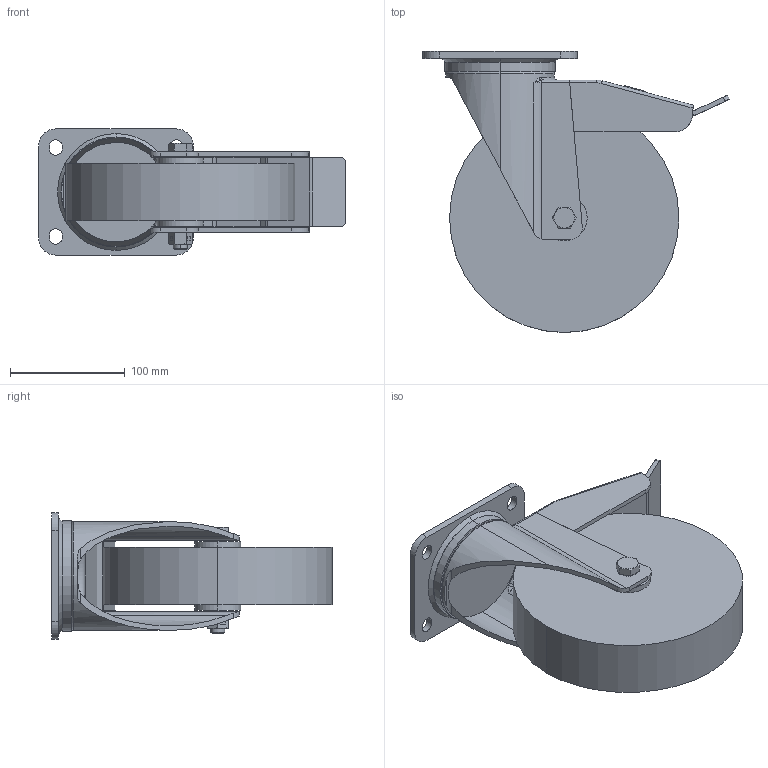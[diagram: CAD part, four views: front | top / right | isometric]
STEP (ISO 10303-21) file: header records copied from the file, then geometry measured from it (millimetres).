
FILE_DESCRIPTION (( 'STEP AP203' ), '1' );
FILE_NAME ('LU-200DS-N_mit_Rad-Dummy.STEP', '2009-06-19T10:57:58', ( ' ' ), ( '' ), 'SwSTEP 2.0', 'SolidWorks 2008', '' );
FILE_SCHEMA (( 'CONFIG_CONTROL_DESIGN' ));
Length unit declared in the file: millimetre
Products named in the file (1): LU-200DS-N_mit_Rad-Dummy
Bounding box: 267.5 x 245 x 110 mm (x, y, z)
Volume: 1935760.6 mm3; surface area: 225659.3 mm2
Topology: 5 solids, 5 shells, 248 faces, 606 edges, 376 vertices
Faces by surface type: plane 104, cylinder 80, cone 26, torus 22, bspline 16
Entity records: 8494 total; most frequent: CARTESIAN_POINT 2681, ORIENTED_EDGE 1200, DIRECTION 1194, EDGE_CURVE 600, AXIS2_PLACEMENT_3D 456, VERTEX_POINT 376, VECTOR 282, LINE 282
